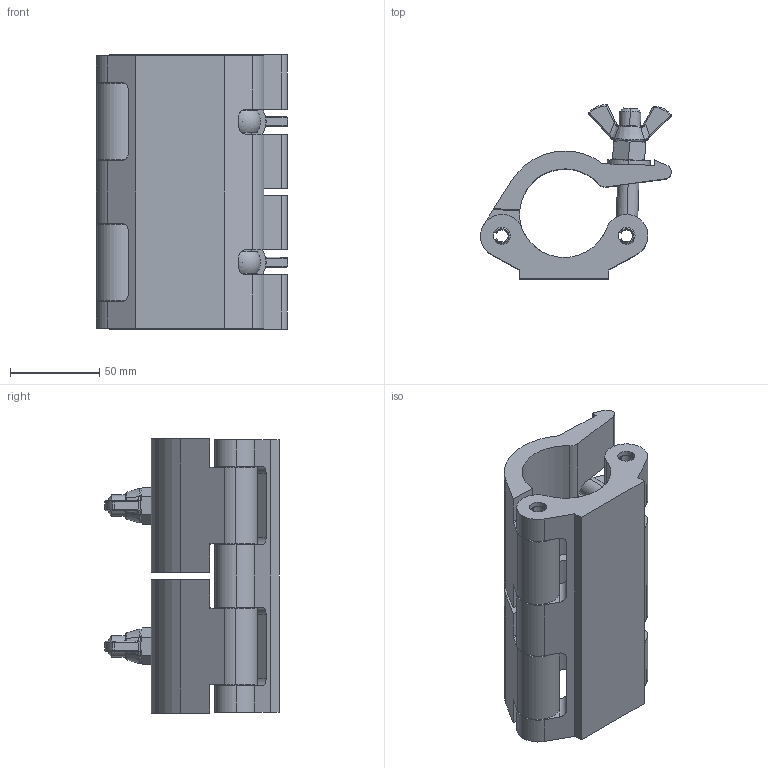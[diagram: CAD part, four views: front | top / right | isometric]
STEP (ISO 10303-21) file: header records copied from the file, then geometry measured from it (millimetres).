
FILE_DESCRIPTION (( 'STEP AP203' ), '1' );
FILE_NAME ('T57240.STEP', '2018-08-07T10:27:30', ( '' ), ( '' ), 'SwSTEP 2.0', 'SolidWorks 2016', '' );
FILE_SCHEMA (( 'CONFIG_CONTROL_DESIGN' ));
Length unit declared in the file: millimetre
Products named in the file (12): A Washer_Bright washer BS 4320 - M12 (Form A); Hex Nut Style 1 GradeAB_Doughty Fastners_Hexagon Nut ISO - 4032 - M12 - D - S; F883_DIN 315-M12-GT-C-N; T57240; T78000; TH721; TH2002_TH2002 - 153MM WIDE; TH566; F789; TH157_TH693; TH2001_TH2001 - 75MM WIDE; TH577_TH006
Assembly tree (15 placements, depth 3):
  T57240
    TH577_TH006
      TH2002_TH2002 - 153MM WIDE
    TH157_TH693  x2
      TH2001_TH2001 - 75MM WIDE
    T78000  x2
      TH566
      A Washer_Bright washer BS 4320 - M12 (Form A)
      Hex Nut Style 1 GradeAB_Doughty Fastners_Hexagon Nut ISO - 4032 - M12 - D - S
      F883_DIN 315-M12-GT-C-N
    F789  x4
  TH721
Bounding box: 107.22 x 97.85 x 153.9 mm (x, y, z)
Volume: 440764.8 mm3; surface area: 122966.4 mm2
Topology: 15 solids, 15 shells, 503 faces, 1177 edges, 686 vertices
Faces by surface type: cylinder 170, cone 128, plane 111, bspline 56, sphere 22, torus 16
Entity records: 9570 total; most frequent: CARTESIAN_POINT 2310, DIRECTION 1278, ORIENTED_EDGE 1220, EDGE_CURVE 610, AXIS2_PLACEMENT_3D 516, VERTEX_POINT 364, EDGE_LOOP 282, CIRCLE 263
